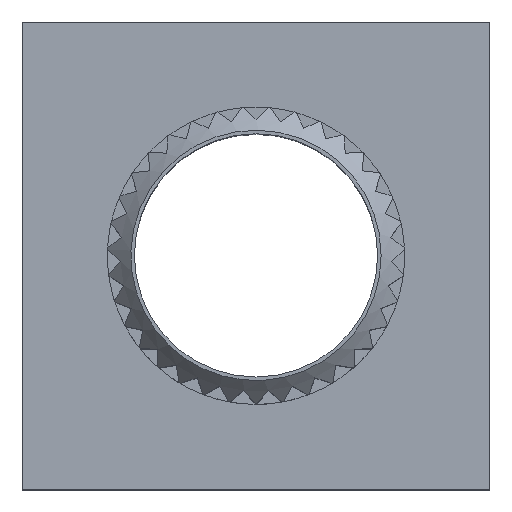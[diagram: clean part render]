
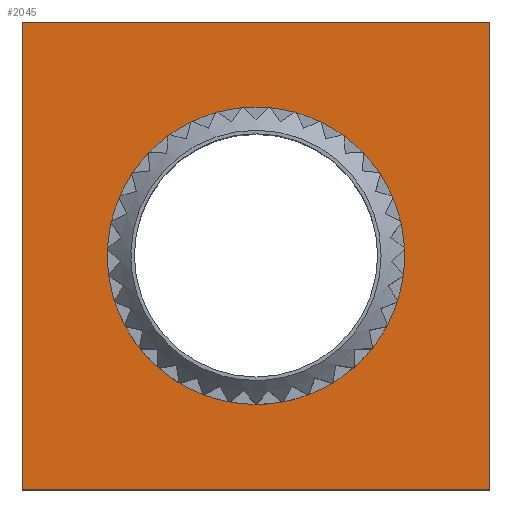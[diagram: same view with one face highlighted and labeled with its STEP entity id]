
A CAD part, top view. The second image highlights one B-rep face of the part: STEP entity #2045.
In plain terms, the highlighted planar face has unit normal (0, 0, 1).
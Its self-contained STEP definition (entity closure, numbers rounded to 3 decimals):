
#63 = VECTOR ( 'NONE', #3296, 1000. ) ;
#229 = CARTESIAN_POINT ( 'NONE',  ( 3.175, 0., 2. ) ) ;
#297 = CIRCLE ( 'NONE', #3731, 3.175 ) ;
#306 = DIRECTION ( 'NONE',  ( 1., 0., 0. ) ) ;
#428 = CARTESIAN_POINT ( 'NONE',  ( 5., -5., 2. ) ) ;
#489 = VECTOR ( 'NONE', #3037, 1000. ) ;
#544 = FACE_BOUND ( 'NONE', #2968, .T. ) ;
#555 = CARTESIAN_POINT ( 'NONE',  ( -5., -5., 2. ) ) ;
#643 = DIRECTION ( 'NONE',  ( -1., 0., 0. ) ) ;
#783 = LINE ( 'NONE', #1203, #3130 ) ;
#816 = VERTEX_POINT ( 'NONE', #229 ) ;
#880 = VERTEX_POINT ( 'NONE', #428 ) ;
#881 = LINE ( 'NONE', #555, #63 ) ;
#1147 = EDGE_CURVE ( 'NONE', #1969, #880, #881, .T. ) ;
#1167 = VERTEX_POINT ( 'NONE', #3601 ) ;
#1203 = CARTESIAN_POINT ( 'NONE',  ( 5., 5., 2. ) ) ;
#1335 = PLANE ( 'NONE',  #1339 ) ;
#1339 = AXIS2_PLACEMENT_3D ( 'NONE', #2554, #3466, #1630 ) ;
#1465 = ORIENTED_EDGE ( 'NONE', *, *, #2736, .T. ) ;
#1494 = CARTESIAN_POINT ( 'NONE',  ( -5., 5., 2. ) ) ;
#1630 = DIRECTION ( 'NONE',  ( 1., 0., 0. ) ) ;
#1639 = CARTESIAN_POINT ( 'NONE',  ( -5., 5., 2. ) ) ;
#1759 = EDGE_CURVE ( 'NONE', #880, #2238, #783, .T. ) ;
#1954 = LINE ( 'NONE', #1639, #2685 ) ;
#1969 = VERTEX_POINT ( 'NONE', #3133 ) ;
#2045 = ADVANCED_FACE ( 'NONE', ( #544, #2153 ), #1335, .T. ) ;
#2153 = FACE_OUTER_BOUND ( 'NONE', #2664, .T. ) ;
#2238 = VERTEX_POINT ( 'NONE', #2977 ) ;
#2277 = DIRECTION ( 'NONE',  ( 0., 0., 1. ) ) ;
#2319 = ORIENTED_EDGE ( 'NONE', *, *, #2378, .T. ) ;
#2369 = CARTESIAN_POINT ( 'NONE',  ( 0., 0., 2. ) ) ;
#2378 = EDGE_CURVE ( 'NONE', #1167, #1969, #3628, .T. ) ;
#2554 = CARTESIAN_POINT ( 'NONE',  ( -5., -5., 2. ) ) ;
#2664 = EDGE_LOOP ( 'NONE', ( #2319, #2923, #3554, #1465 ) ) ;
#2685 = VECTOR ( 'NONE', #643, 1000. ) ;
#2736 = EDGE_CURVE ( 'NONE', #2238, #1167, #1954, .T. ) ;
#2923 = ORIENTED_EDGE ( 'NONE', *, *, #1147, .T. ) ;
#2968 = EDGE_LOOP ( 'NONE', ( #3537 ) ) ;
#2977 = CARTESIAN_POINT ( 'NONE',  ( 5., 5., 2. ) ) ;
#3025 = EDGE_CURVE ( 'NONE', #816, #816, #297, .T. ) ;
#3037 = DIRECTION ( 'NONE',  ( 0., -1., 0. ) ) ;
#3130 = VECTOR ( 'NONE', #3305, 1000. ) ;
#3133 = CARTESIAN_POINT ( 'NONE',  ( -5., -5., 2. ) ) ;
#3296 = DIRECTION ( 'NONE',  ( 1., 0., 0. ) ) ;
#3305 = DIRECTION ( 'NONE',  ( 0., 1., 0. ) ) ;
#3466 = DIRECTION ( 'NONE',  ( 0., 0., 1. ) ) ;
#3537 = ORIENTED_EDGE ( 'NONE', *, *, #3025, .F. ) ;
#3554 = ORIENTED_EDGE ( 'NONE', *, *, #1759, .T. ) ;
#3601 = CARTESIAN_POINT ( 'NONE',  ( -5., 5., 2. ) ) ;
#3628 = LINE ( 'NONE', #1494, #489 ) ;
#3731 = AXIS2_PLACEMENT_3D ( 'NONE', #2369, #2277, #306 ) ;
